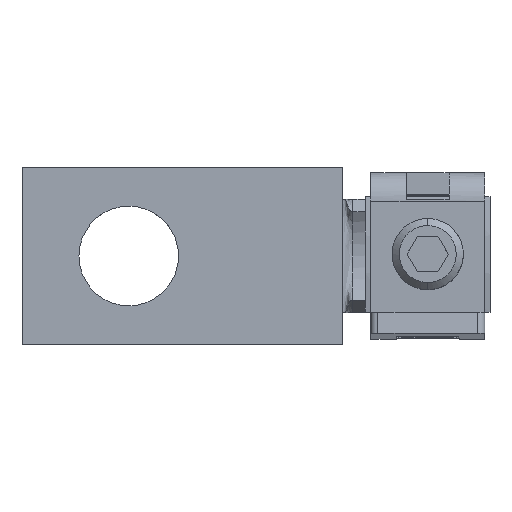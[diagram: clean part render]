
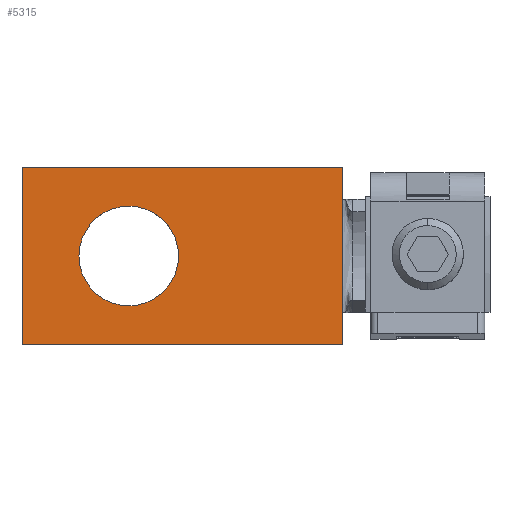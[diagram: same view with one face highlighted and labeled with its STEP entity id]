
A CAD part, top view. The second image highlights one B-rep face of the part: STEP entity #5315.
In plain terms, the highlighted planar face has unit normal (0, 0, 1).
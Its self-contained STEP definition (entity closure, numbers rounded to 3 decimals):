
#5261=AXIS2_PLACEMENT_3D('Plane Axis2P3D',#5258,#5259,#5260) ;
#5299=AXIS2_PLACEMENT_3D('Circle Axis2P3D',#5297,#5298,$) ;
#5308=AXIS2_PLACEMENT_3D('Circle Axis2P3D',#5306,#5307,$) ;
#5198=CARTESIAN_POINT('Vertex',(0.,-25.,3.025)) ;
#5201=CARTESIAN_POINT('Line Origine',(0.,-12.5,3.025)) ;
#5205=CARTESIAN_POINT('Vertex',(0.,0.,3.025)) ;
#5238=CARTESIAN_POINT('Vertex',(45.,0.,3.025)) ;
#5246=CARTESIAN_POINT('Line Origine',(22.5,0.,3.025)) ;
#5258=CARTESIAN_POINT('Axis2P3D Location',(15.,-12.5,3.025)) ;
#5263=CARTESIAN_POINT('Line Origine',(45.,-2.25,3.025)) ;
#5267=CARTESIAN_POINT('Vertex',(45.,-4.5,3.025)) ;
#5270=CARTESIAN_POINT('Line Origine',(22.5,-25.,3.025)) ;
#5274=CARTESIAN_POINT('Vertex',(45.,-25.,3.025)) ;
#5277=CARTESIAN_POINT('Line Origine',(45.,-22.75,3.025)) ;
#5281=CARTESIAN_POINT('Vertex',(45.,-20.5,3.025)) ;
#5284=CARTESIAN_POINT('Line Origine',(45.,-12.5,3.025)) ;
#5297=CARTESIAN_POINT('Axis2P3D Location',(15.,-12.5,3.025)) ;
#5301=CARTESIAN_POINT('Vertex',(15.,-5.5,3.025)) ;
#5303=CARTESIAN_POINT('Vertex',(15.,-19.5,3.025)) ;
#5306=CARTESIAN_POINT('Axis2P3D Location',(15.,-12.5,3.025)) ;
#5202=DIRECTION('Vector Direction',(0.,1.,0.)) ;
#5247=DIRECTION('Vector Direction',(-1.,0.,0.)) ;
#5259=DIRECTION('Axis2P3D Direction',(0.,-0.,1.)) ;
#5260=DIRECTION('Axis2P3D XDirection',(0.,1.,0.)) ;
#5264=DIRECTION('Vector Direction',(0.,1.,0.)) ;
#5271=DIRECTION('Vector Direction',(-1.,0.,0.)) ;
#5278=DIRECTION('Vector Direction',(0.,1.,0.)) ;
#5285=DIRECTION('Vector Direction',(0.,1.,0.)) ;
#5298=DIRECTION('Axis2P3D Direction',(0.,-0.,1.)) ;
#5307=DIRECTION('Axis2P3D Direction',(0.,-0.,1.)) ;
#5203=VECTOR('Line Direction',#5202,1.) ;
#5248=VECTOR('Line Direction',#5247,1.) ;
#5265=VECTOR('Line Direction',#5264,1.) ;
#5272=VECTOR('Line Direction',#5271,1.) ;
#5279=VECTOR('Line Direction',#5278,1.) ;
#5286=VECTOR('Line Direction',#5285,1.) ;
#5290=ORIENTED_EDGE('',*,*,#5269,.T.) ;
#5291=ORIENTED_EDGE('',*,*,#5250,.T.) ;
#5292=ORIENTED_EDGE('',*,*,#5207,.F.) ;
#5293=ORIENTED_EDGE('',*,*,#5276,.F.) ;
#5294=ORIENTED_EDGE('',*,*,#5283,.T.) ;
#5295=ORIENTED_EDGE('',*,*,#5288,.T.) ;
#5312=ORIENTED_EDGE('',*,*,#5305,.F.) ;
#5313=ORIENTED_EDGE('',*,*,#5310,.F.) ;
#5314=FACE_BOUND('',#5311,.T.) ;
#5315=ADVANCED_FACE('Volume_158364_a',(#5296,#5314),#5262,.T.) ;
#5300=CIRCLE('generated circle',#5299,7.) ;
#5309=CIRCLE('generated circle',#5308,7.) ;
#5207=EDGE_CURVE('',#5199,#5206,#5204,.T.) ;
#5250=EDGE_CURVE('',#5239,#5206,#5249,.T.) ;
#5269=EDGE_CURVE('',#5268,#5239,#5266,.T.) ;
#5276=EDGE_CURVE('',#5275,#5199,#5273,.T.) ;
#5283=EDGE_CURVE('',#5275,#5282,#5280,.T.) ;
#5288=EDGE_CURVE('',#5282,#5268,#5287,.T.) ;
#5305=EDGE_CURVE('',#5302,#5304,#5300,.T.) ;
#5310=EDGE_CURVE('',#5304,#5302,#5309,.T.) ;
#5289=EDGE_LOOP('',(#5290,#5291,#5292,#5293,#5294,#5295)) ;
#5311=EDGE_LOOP('',(#5312,#5313)) ;
#5296=FACE_OUTER_BOUND('',#5289,.T.) ;
#5204=LINE('Line',#5201,#5203) ;
#5249=LINE('Line',#5246,#5248) ;
#5266=LINE('Line',#5263,#5265) ;
#5273=LINE('Line',#5270,#5272) ;
#5280=LINE('Line',#5277,#5279) ;
#5287=LINE('Line',#5284,#5286) ;
#5262=PLANE('Plane',#5261) ;
#5199=VERTEX_POINT('',#5198) ;
#5206=VERTEX_POINT('',#5205) ;
#5239=VERTEX_POINT('',#5238) ;
#5268=VERTEX_POINT('',#5267) ;
#5275=VERTEX_POINT('',#5274) ;
#5282=VERTEX_POINT('',#5281) ;
#5302=VERTEX_POINT('',#5301) ;
#5304=VERTEX_POINT('',#5303) ;
